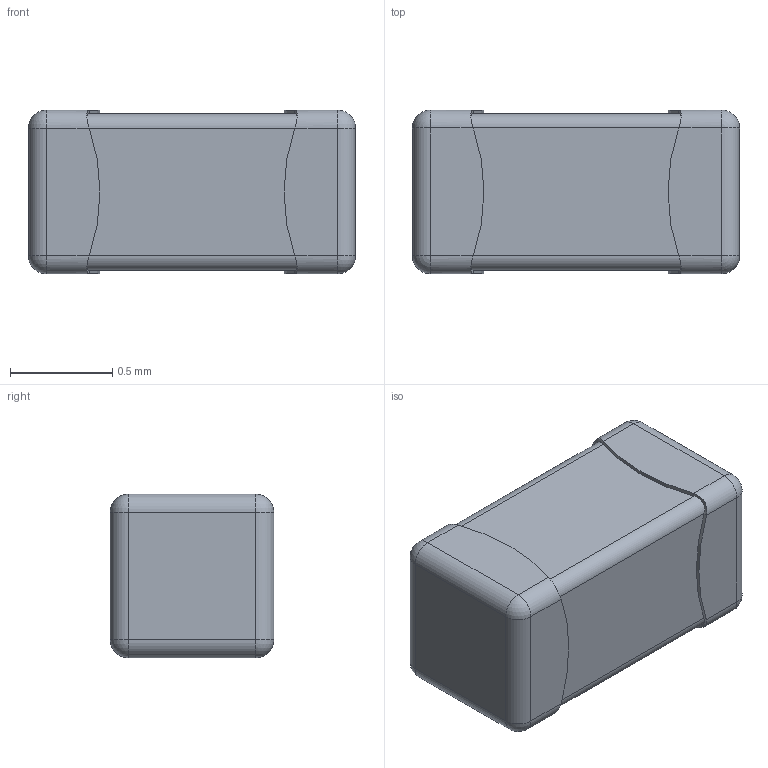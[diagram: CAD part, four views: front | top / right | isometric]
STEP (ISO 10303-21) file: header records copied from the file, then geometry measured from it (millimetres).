
FILE_DESCRIPTION(/* description */ ('','CAx-IF Rec.Pracs.---Representation and Presentation of Product Manufacturing Information (PMI)---3.8---2014-02-18'),/* implementation_level */ '2;1');
FILE_NAME(/* name */ 'CAP-0603.stp',/* time_stamp */ '2017-10-10T19:10:35+04:00',/* author */ ('EWV'),/* organization */ (''),/* preprocessor_version */ 'ST-DEVELOPER v16.5',/* originating_system */ 'Autodesk Inventor 2017',/* authorisation */ '');
FILE_SCHEMA (('AP242_MANAGED_MODEL_BASED_3D_ENGINEERING_MIM_LF { 1 0 10303 442 1 1 4 }'));
Length unit declared in the file: millimetre
Products named in the file (1): CAP-0603
Bounding box: 1.6 x 0.8 x 0.8 mm (x, y, z)
Volume: 1 mm3; surface area: 5.9 mm2
Topology: 1 solids, 1 shells, 58 faces, 120 edges, 56 vertices
Faces by surface type: cylinder 28, plane 14, sphere 8, bspline 8
Entity records: 1581 total; most frequent: CARTESIAN_POINT 411, DIRECTION 238, ORIENTED_EDGE 224, EDGE_CURVE 112, AXIS2_PLACEMENT_3D 91, FACE_OUTER_BOUND 58, EDGE_LOOP 58, ADVANCED_FACE 58
